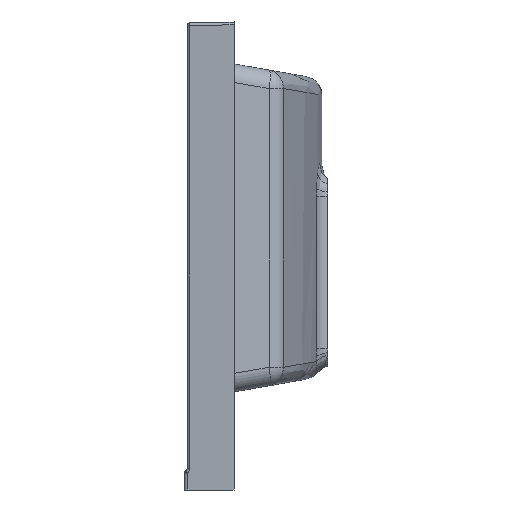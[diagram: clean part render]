
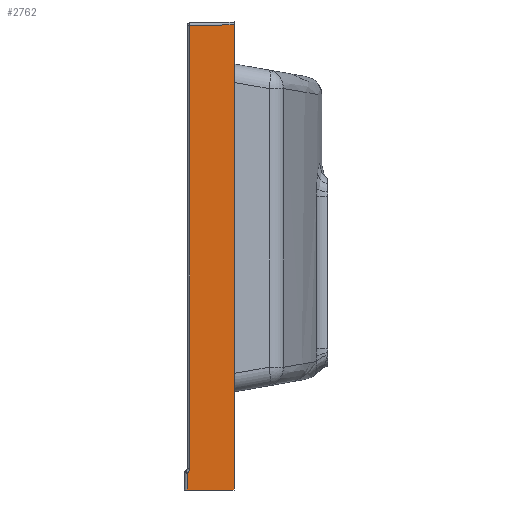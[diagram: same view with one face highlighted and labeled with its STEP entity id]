
A CAD part, left-side view. The second image highlights one B-rep face of the part: STEP entity #2762.
In plain terms, the highlighted planar face has unit normal (-1, 0.018, 0).
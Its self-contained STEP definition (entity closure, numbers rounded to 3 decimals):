
#29 = DIRECTION ( 'NONE',  ( 0.017, 1., 0. ) ) ;
#106 = VECTOR ( 'NONE', #1690, 1000. ) ;
#129 = ORIENTED_EDGE ( 'NONE', *, *, #7465, .T. ) ;
#244 = DIRECTION ( 'NONE',  ( -1., 0.017, 0. ) ) ;
#364 = VERTEX_POINT ( 'NONE', #6147 ) ;
#404 = CARTESIAN_POINT ( 'NONE',  ( -299.16, -1.85, -210.944 ) ) ;
#426 = EDGE_CURVE ( 'NONE', #1089, #5193, #8991, .T. ) ;
#494 = ORIENTED_EDGE ( 'NONE', *, *, #426, .T. ) ;
#725 = EDGE_CURVE ( 'NONE', #3099, #7455, #5115, .T. ) ;
#907 = CARTESIAN_POINT ( 'NONE',  ( -300., -50., 267. ) ) ;
#927 = FACE_OUTER_BOUND ( 'NONE', #7812, .T. ) ;
#1089 = VERTEX_POINT ( 'NONE', #4700 ) ;
#1333 = VECTOR ( 'NONE', #1655, 1000. ) ;
#1655 = DIRECTION ( 'NONE',  ( 0., 0., -1. ) ) ;
#1690 = DIRECTION ( 'NONE',  ( 0., 0., -1. ) ) ;
#1867 = VERTEX_POINT ( 'NONE', #5395 ) ;
#2709 = CARTESIAN_POINT ( 'NONE',  ( -300., -50., -230. ) ) ;
#2762 = ADVANCED_FACE ( 'NONE', ( #927 ), #3698, .T. ) ;
#2765 = DIRECTION ( 'NONE',  ( 0.017, 1., -0.017 ) ) ;
#3020 = DIRECTION ( 'NONE',  ( -0.017, -1., 0. ) ) ;
#3056 = LINE ( 'NONE', #7963, #106 ) ;
#3099 = VERTEX_POINT ( 'NONE', #7438 ) ;
#3180 = ORIENTED_EDGE ( 'NONE', *, *, #5861, .T. ) ;
#3191 = CARTESIAN_POINT ( 'NONE',  ( -299.126, 0.052, -212.042 ) ) ;
#3441 = CARTESIAN_POINT ( 'NONE',  ( -299.179, -2.948, -206.846 ) ) ;
#3489 = LINE ( 'NONE', #6293, #6250 ) ;
#3698 = PLANE ( 'NONE',  #6520 ) ;
#3757 = VECTOR ( 'NONE', #2765, 1000. ) ;
#3860 = CARTESIAN_POINT ( 'NONE',  ( -299.179, -2.948, -206.846 ) ) ;
#4090 = VECTOR ( 'NONE', #5488, 1000. ) ;
#4700 = CARTESIAN_POINT ( 'NONE',  ( -300., -50., -230. ) ) ;
#4934 = ORIENTED_EDGE ( 'NONE', *, *, #725, .T. ) ;
#5115 = LINE ( 'NONE', #7928, #1333 ) ;
#5193 = VERTEX_POINT ( 'NONE', #907 ) ;
#5395 = CARTESIAN_POINT ( 'NONE',  ( -299.126, 0.052, -212.042 ) ) ;
#5488 = DIRECTION ( 'NONE',  ( 0., 0., 1. ) ) ;
#5526 =( BOUNDED_CURVE ( )  B_SPLINE_CURVE ( 3, ( #3860, #6674, #404, #3191 ),
 .UNSPECIFIED., .F., .T. ) 
 B_SPLINE_CURVE_WITH_KNOTS ( ( 4, 4 ),
 ( 3.142, 4.189 ),
 .UNSPECIFIED. ) 
 CURVE ( )  GEOMETRIC_REPRESENTATION_ITEM ( )  RATIONAL_B_SPLINE_CURVE ( ( 1., 0.911, 0.911, 1. ) ) 
 REPRESENTATION_ITEM ( '' )  );
#5861 = EDGE_CURVE ( 'NONE', #1867, #364, #3056, .T. ) ;
#6147 = CARTESIAN_POINT ( 'NONE',  ( -299.126, 0.052, -230. ) ) ;
#6245 = LINE ( 'NONE', #9047, #3757 ) ;
#6250 = VECTOR ( 'NONE', #29, 1000. ) ;
#6293 = CARTESIAN_POINT ( 'NONE',  ( -299.189, -3.541, -230. ) ) ;
#6506 = CARTESIAN_POINT ( 'NONE',  ( -300., -50., -230. ) ) ;
#6520 = AXIS2_PLACEMENT_3D ( 'NONE', #6506, #244, #3020 ) ;
#6674 = CARTESIAN_POINT ( 'NONE',  ( -299.179, -2.948, -209.042 ) ) ;
#7438 = CARTESIAN_POINT ( 'NONE',  ( -299.179, -2.948, 266.179 ) ) ;
#7455 = VERTEX_POINT ( 'NONE', #3441 ) ;
#7465 = EDGE_CURVE ( 'NONE', #5193, #3099, #6245, .T. ) ;
#7775 = ORIENTED_EDGE ( 'NONE', *, *, #8172, .T. ) ;
#7812 = EDGE_LOOP ( 'NONE', ( #7775, #3180, #8370, #494, #129, #4934 ) ) ;
#7928 = CARTESIAN_POINT ( 'NONE',  ( -299.179, -2.948, -206.846 ) ) ;
#7963 = CARTESIAN_POINT ( 'NONE',  ( -299.126, 0.052, -230. ) ) ;
#8172 = EDGE_CURVE ( 'NONE', #7455, #1867, #5526, .T. ) ;
#8280 = EDGE_CURVE ( 'NONE', #1089, #364, #3489, .T. ) ;
#8370 = ORIENTED_EDGE ( 'NONE', *, *, #8280, .F. ) ;
#8991 = LINE ( 'NONE', #2709, #4090 ) ;
#9047 = CARTESIAN_POINT ( 'NONE',  ( -299.849, -41.33, 266.849 ) ) ;
